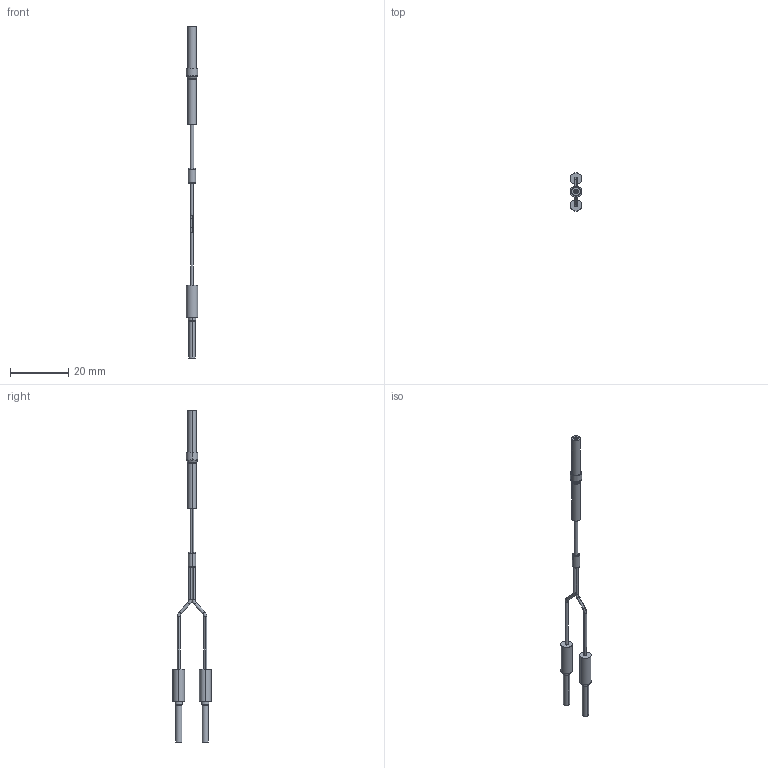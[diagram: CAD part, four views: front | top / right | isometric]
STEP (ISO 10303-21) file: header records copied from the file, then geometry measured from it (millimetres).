
FILE_DESCRIPTION (( 'STEP AP214' ), '1' );
FILE_NAME ('FOACAMPDW48_3D.step', '2023-07-24T19:05:56', ( '' ), ( '' ), 'SwSTEP 2.0', 'SolidWorks 2022', '' );
FILE_SCHEMA (( 'AUTOMOTIVE_DESIGN' ));
Length unit declared in the file: millimetre
Products named in the file (1): FOACAMPDW48_3D
Bounding box: 4 x 13.1 x 113.85 mm (x, y, z)
Volume: 696.8 mm3; surface area: 1456.3 mm2
Topology: 5 solids, 5 shells, 96 faces, 204 edges, 126 vertices
Faces by surface type: cylinder 48, torus 20, plane 20, cone 8
Entity records: 3601 total; most frequent: DIRECTION 546, CARTESIAN_POINT 427, ORIENTED_EDGE 408, AXIS2_PLACEMENT_3D 245, EDGE_CURVE 204, CIRCLE 148, VERTEX_POINT 126, EDGE_LOOP 106
